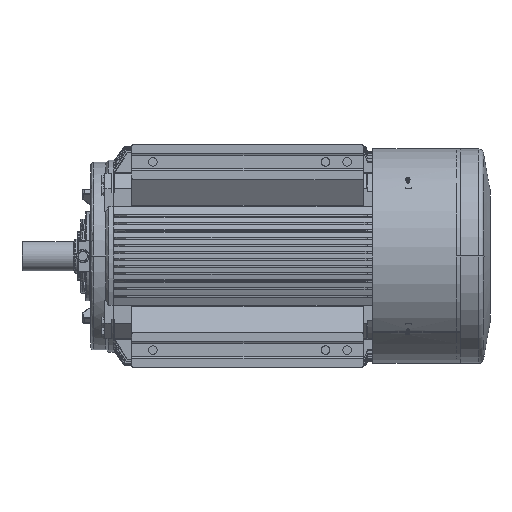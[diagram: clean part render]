
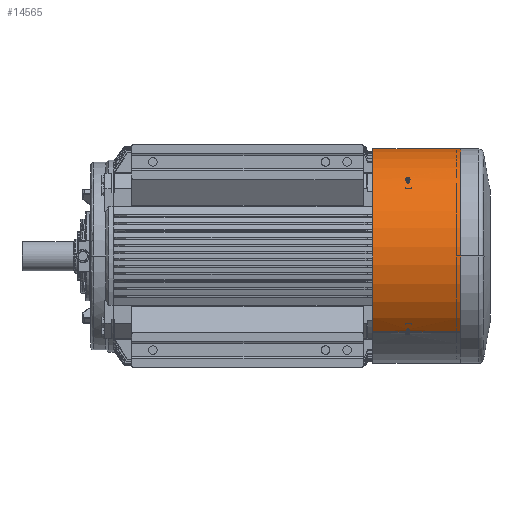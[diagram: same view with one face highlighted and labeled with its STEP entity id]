
A CAD part, top view. The second image highlights one B-rep face of the part: STEP entity #14565.
In plain terms, the highlighted cylindrical face has radius 349 mm (diameter 698 mm), a partial arc.
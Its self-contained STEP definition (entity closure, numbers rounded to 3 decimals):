
#6250=B_SPLINE_CURVE_WITH_KNOTS('',3,(#144996,#144997,#144998,#144999,#145000,
#145001,#145002,#145003,#145004,#145005),.UNSPECIFIED.,.F.,.F.,(4,2,2,2,
4),(0.,0.25,0.5,0.75,1.),.UNSPECIFIED.);
#6251=B_SPLINE_CURVE_WITH_KNOTS('',3,(#145014,#145015,#145016,#145017,#145018,
#145019,#145020,#145021,#145022,#145023),.UNSPECIFIED.,.F.,.F.,(4,2,2,2,
4),(0.,0.25,0.5,0.75,1.),.UNSPECIFIED.);
#6252=B_SPLINE_CURVE_WITH_KNOTS('',3,(#145027,#145028,#145029,#145030,#145031,
#145032,#145033,#145034,#145035,#145036),.UNSPECIFIED.,.F.,.F.,(4,2,2,2,
4),(0.,0.25,0.5,0.75,1.),.UNSPECIFIED.);
#6253=B_SPLINE_CURVE_WITH_KNOTS('',3,(#145040,#145041,#145042,#145043,#145044,
#145045,#145046,#145047,#145048,#145049),.UNSPECIFIED.,.F.,.F.,(4,2,2,2,
4),(0.,0.25,0.5,0.75,1.),.UNSPECIFIED.);
#11418=FACE_BOUND('',#25576,.T.);
#11419=FACE_BOUND('',#25577,.T.);
#13340=CYLINDRICAL_SURFACE('',#107655,349.);
#14565=ADVANCED_FACE('',(#11418,#11419),#13340,.T.);
#25576=EDGE_LOOP('',(#54469,#54470,#54471,#54472,#54473,#54474,#54475,#54476,
#54477,#54478,#54479,#54480));
#25577=EDGE_LOOP('',(#54481,#54482,#54483,#54484));
#32483=LINE('',#144988,#42369);
#32484=LINE('',#144992,#42370);
#32485=LINE('',#145009,#42371);
#32486=LINE('',#145010,#42372);
#42369=VECTOR('',#116846,1.);
#42370=VECTOR('',#116849,1.);
#42371=VECTOR('',#116854,1.);
#42372=VECTOR('',#116855,1.);
#54469=ORIENTED_EDGE('',*,*,#91326,.T.);
#54470=ORIENTED_EDGE('',*,*,#91327,.T.);
#54471=ORIENTED_EDGE('',*,*,#91328,.F.);
#54472=ORIENTED_EDGE('',*,*,#91329,.F.);
#54473=ORIENTED_EDGE('',*,*,#91330,.T.);
#54474=ORIENTED_EDGE('',*,*,#91331,.T.);
#54475=ORIENTED_EDGE('',*,*,#91332,.F.);
#54476=ORIENTED_EDGE('',*,*,#91333,.T.);
#54477=ORIENTED_EDGE('',*,*,#91323,.T.);
#54478=ORIENTED_EDGE('',*,*,#91334,.F.);
#54479=ORIENTED_EDGE('',*,*,#91335,.F.);
#54480=ORIENTED_EDGE('',*,*,#91336,.T.);
#54481=ORIENTED_EDGE('',*,*,#91337,.T.);
#54482=ORIENTED_EDGE('',*,*,#91338,.T.);
#54483=ORIENTED_EDGE('',*,*,#91339,.F.);
#54484=ORIENTED_EDGE('',*,*,#91340,.T.);
#81411=VERTEX_POINT('',#144977);
#81412=VERTEX_POINT('',#144978);
#81415=VERTEX_POINT('',#144986);
#81416=VERTEX_POINT('',#144987);
#81417=VERTEX_POINT('',#144989);
#81418=VERTEX_POINT('',#144991);
#81419=VERTEX_POINT('',#144993);
#81420=VERTEX_POINT('',#144995);
#81421=VERTEX_POINT('',#145006);
#81422=VERTEX_POINT('',#145008);
#81423=VERTEX_POINT('',#145011);
#81424=VERTEX_POINT('',#145013);
#81425=VERTEX_POINT('',#145025);
#81426=VERTEX_POINT('',#145026);
#81427=VERTEX_POINT('',#145037);
#81428=VERTEX_POINT('',#145039);
#91323=EDGE_CURVE('',#81412,#81411,#104753,.T.);
#91326=EDGE_CURVE('',#81415,#81416,#104756,.T.);
#91327=EDGE_CURVE('',#81416,#81417,#32483,.T.);
#91328=EDGE_CURVE('',#81418,#81417,#104757,.T.);
#91329=EDGE_CURVE('',#81419,#81418,#32484,.T.);
#91330=EDGE_CURVE('',#81419,#81420,#104758,.T.);
#91331=EDGE_CURVE('',#81420,#81421,#6250,.T.);
#91332=EDGE_CURVE('',#81422,#81421,#104759,.T.);
#91333=EDGE_CURVE('',#81422,#81412,#32485,.T.);
#91334=EDGE_CURVE('',#81423,#81411,#32486,.T.);
#91335=EDGE_CURVE('',#81424,#81423,#104760,.T.);
#91336=EDGE_CURVE('',#81424,#81415,#6251,.T.);
#91337=EDGE_CURVE('',#81425,#81426,#104761,.T.);
#91338=EDGE_CURVE('',#81426,#81427,#6252,.T.);
#91339=EDGE_CURVE('',#81428,#81427,#104762,.T.);
#91340=EDGE_CURVE('',#81428,#81425,#6253,.T.);
#104753=CIRCLE('',#107644,349.);
#104756=CIRCLE('',#107648,349.);
#104757=CIRCLE('',#107649,349.);
#104758=CIRCLE('',#107650,349.);
#104759=CIRCLE('',#107651,349.);
#104760=CIRCLE('',#107652,349.);
#104761=CIRCLE('',#107653,349.);
#104762=CIRCLE('',#107654,349.);
#107644=AXIS2_PLACEMENT_3D('',#144979,#116836,#116837);
#107648=AXIS2_PLACEMENT_3D('',#144985,#116844,#116845);
#107649=AXIS2_PLACEMENT_3D('',#144990,#116847,#116848);
#107650=AXIS2_PLACEMENT_3D('',#144994,#116850,#116851);
#107651=AXIS2_PLACEMENT_3D('',#145007,#116852,#116853);
#107652=AXIS2_PLACEMENT_3D('',#145012,#116856,#116857);
#107653=AXIS2_PLACEMENT_3D('',#145024,#116858,#116859);
#107654=AXIS2_PLACEMENT_3D('',#145038,#116860,#116861);
#107655=AXIS2_PLACEMENT_3D('',#145050,#116862,#116863);
#116836=DIRECTION('',(1.,0.,0.));
#116837=DIRECTION('',(0.,0.707,-0.707));
#116844=DIRECTION('',(1.,0.,0.));
#116845=DIRECTION('',(0.,-0.694,0.72));
#116846=DIRECTION('',(1.,0.,0.));
#116847=DIRECTION('',(1.,0.,0.));
#116848=DIRECTION('',(0.,0.,-1.));
#116849=DIRECTION('',(1.,0.,0.));
#116850=DIRECTION('',(1.,0.,0.));
#116851=DIRECTION('',(0.,0.707,-0.707));
#116852=DIRECTION('',(1.,0.,0.));
#116853=DIRECTION('',(0.,0.707,-0.707));
#116854=DIRECTION('',(-1.,0.,0.));
#116855=DIRECTION('',(-1.,0.,0.));
#116856=DIRECTION('',(1.,0.,0.));
#116857=DIRECTION('',(0.,-0.694,0.72));
#116858=DIRECTION('',(1.,0.,0.));
#116859=DIRECTION('',(0.,0.72,0.694));
#116860=DIRECTION('',(1.,0.,0.));
#116861=DIRECTION('',(0.,0.72,0.694));
#116862=DIRECTION('',(1.,0.,0.));
#116863=DIRECTION('',(0.,-0.707,0.707));
#144977=CARTESIAN_POINT('',(371.,-246.78,246.78));
#144978=CARTESIAN_POINT('',(371.,246.78,-246.78));
#144979=CARTESIAN_POINT('',(371.,0.,0.));
#144985=CARTESIAN_POINT('',(491.,0.,0.));
#144986=CARTESIAN_POINT('',(491.,-242.141,251.334));
#144987=CARTESIAN_POINT('',(491.,-246.78,246.78));
#144988=CARTESIAN_POINT('',(491.,-246.78,246.78));
#144989=CARTESIAN_POINT('',(656.,-246.78,246.78));
#144990=CARTESIAN_POINT('',(656.,0.,0.));
#144991=CARTESIAN_POINT('',(656.,246.78,-246.78));
#144992=CARTESIAN_POINT('',(491.,246.78,-246.78));
#144993=CARTESIAN_POINT('',(491.,246.78,-246.78));
#144994=CARTESIAN_POINT('',(491.,0.,0.));
#144995=CARTESIAN_POINT('',(491.,251.334,-242.141));
#144996=CARTESIAN_POINT('',(491.,251.334,-242.141));
#144997=CARTESIAN_POINT('',(491.,252.434,-240.999));
#144998=CARTESIAN_POINT('',(490.35,253.501,-239.874));
#144999=CARTESIAN_POINT('',(488.136,255.018,-238.26));
#145000=CARTESIAN_POINT('',(486.569,255.46,-237.784));
#145001=CARTESIAN_POINT('',(483.439,255.461,-237.782));
#145002=CARTESIAN_POINT('',(481.881,255.028,-238.249));
#145003=CARTESIAN_POINT('',(479.64,253.495,-239.881));
#145004=CARTESIAN_POINT('',(479.,252.434,-240.999));
#145005=CARTESIAN_POINT('',(479.,251.334,-242.141));
#145006=CARTESIAN_POINT('',(479.,251.334,-242.141));
#145007=CARTESIAN_POINT('',(479.,0.,0.));
#145008=CARTESIAN_POINT('',(479.,246.78,-246.78));
#145009=CARTESIAN_POINT('',(371.,246.78,-246.78));
#145010=CARTESIAN_POINT('',(371.,-246.78,246.78));
#145011=CARTESIAN_POINT('',(479.,-246.78,246.78));
#145012=CARTESIAN_POINT('',(479.,0.,0.));
#145013=CARTESIAN_POINT('',(479.,-242.141,251.334));
#145014=CARTESIAN_POINT('',(479.,-242.141,251.334));
#145015=CARTESIAN_POINT('',(479.,-240.999,252.434));
#145016=CARTESIAN_POINT('',(479.65,-239.874,253.501));
#145017=CARTESIAN_POINT('',(481.864,-238.26,255.018));
#145018=CARTESIAN_POINT('',(483.431,-237.784,255.46));
#145019=CARTESIAN_POINT('',(486.561,-237.782,255.461));
#145020=CARTESIAN_POINT('',(488.119,-238.249,255.028));
#145021=CARTESIAN_POINT('',(490.36,-239.881,253.495));
#145022=CARTESIAN_POINT('',(491.,-240.999,252.434));
#145023=CARTESIAN_POINT('',(491.,-242.141,251.334));
#145024=CARTESIAN_POINT('',(491.,0.,0.));
#145025=CARTESIAN_POINT('',(491.,251.334,242.141));
#145026=CARTESIAN_POINT('',(491.,242.141,251.334));
#145027=CARTESIAN_POINT('',(491.,242.141,251.334));
#145028=CARTESIAN_POINT('',(491.,240.999,252.434));
#145029=CARTESIAN_POINT('',(490.35,239.874,253.501));
#145030=CARTESIAN_POINT('',(488.136,238.26,255.018));
#145031=CARTESIAN_POINT('',(486.569,237.784,255.46));
#145032=CARTESIAN_POINT('',(483.439,237.782,255.461));
#145033=CARTESIAN_POINT('',(481.881,238.249,255.028));
#145034=CARTESIAN_POINT('',(479.64,239.881,253.495));
#145035=CARTESIAN_POINT('',(479.,240.999,252.434));
#145036=CARTESIAN_POINT('',(479.,242.141,251.334));
#145037=CARTESIAN_POINT('',(479.,242.141,251.334));
#145038=CARTESIAN_POINT('',(479.,0.,0.));
#145039=CARTESIAN_POINT('',(479.,251.334,242.141));
#145040=CARTESIAN_POINT('',(479.,251.334,242.141));
#145041=CARTESIAN_POINT('',(479.,252.434,240.999));
#145042=CARTESIAN_POINT('',(479.65,253.501,239.874));
#145043=CARTESIAN_POINT('',(481.864,255.018,238.26));
#145044=CARTESIAN_POINT('',(483.431,255.46,237.784));
#145045=CARTESIAN_POINT('',(486.561,255.461,237.782));
#145046=CARTESIAN_POINT('',(488.119,255.028,238.249));
#145047=CARTESIAN_POINT('',(490.36,253.495,239.881));
#145048=CARTESIAN_POINT('',(491.,252.434,240.999));
#145049=CARTESIAN_POINT('',(491.,251.334,242.141));
#145050=CARTESIAN_POINT('',(371.,0.,0.));
